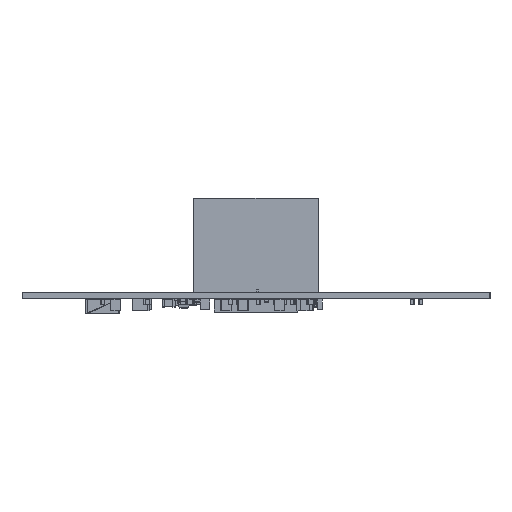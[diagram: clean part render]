
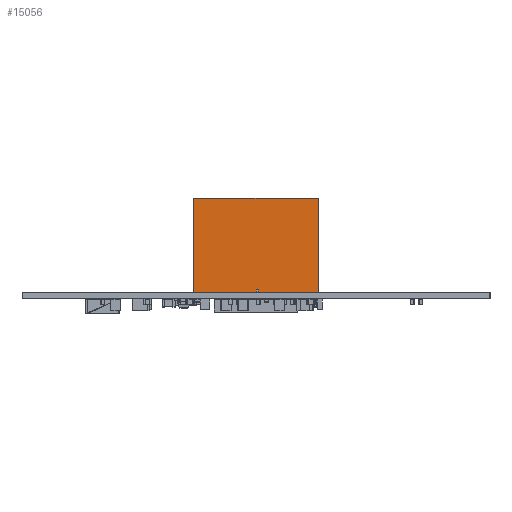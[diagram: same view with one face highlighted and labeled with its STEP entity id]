
A CAD part, left-side view. The second image highlights one B-rep face of the part: STEP entity #15056.
In plain terms, the highlighted planar face has unit normal (-1, 0, 0).
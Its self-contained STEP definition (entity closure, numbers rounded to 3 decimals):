
#15031 = VERTEX_POINT('',#15032);
#15032 = CARTESIAN_POINT('',(-7.017,-7.404,11.227));
#15038 = EDGE_CURVE('',#15039,#15031,#15041,.T.);
#15039 = VERTEX_POINT('',#15040);
#15040 = CARTESIAN_POINT('',(-7.017,-7.404,0.));
#15041 = LINE('',#15042,#15043);
#15042 = CARTESIAN_POINT('',(-7.017,-7.404,0.));
#15043 = VECTOR('',#15044,1.);
#15044 = DIRECTION('',(0.,0.,1.));
#15056 = ADVANCED_FACE('',(#15057),#15082,.T.);
#15057 = FACE_BOUND('',#15058,.T.);
#15058 = EDGE_LOOP('',(#15059,#15060,#15068,#15076));
#15059 = ORIENTED_EDGE('',*,*,#15038,.T.);
#15060 = ORIENTED_EDGE('',*,*,#15061,.T.);
#15061 = EDGE_CURVE('',#15031,#15062,#15064,.T.);
#15062 = VERTEX_POINT('',#15063);
#15063 = CARTESIAN_POINT('',(-7.017,7.404,11.227));
#15064 = LINE('',#15065,#15066);
#15065 = CARTESIAN_POINT('',(-7.017,-7.404,11.227));
#15066 = VECTOR('',#15067,1.);
#15067 = DIRECTION('',(0.,1.,0.));
#15068 = ORIENTED_EDGE('',*,*,#15069,.F.);
#15069 = EDGE_CURVE('',#15070,#15062,#15072,.T.);
#15070 = VERTEX_POINT('',#15071);
#15071 = CARTESIAN_POINT('',(-7.017,7.404,0.));
#15072 = LINE('',#15073,#15074);
#15073 = CARTESIAN_POINT('',(-7.017,7.404,0.));
#15074 = VECTOR('',#15075,1.);
#15075 = DIRECTION('',(0.,0.,1.));
#15076 = ORIENTED_EDGE('',*,*,#15077,.F.);
#15077 = EDGE_CURVE('',#15039,#15070,#15078,.T.);
#15078 = LINE('',#15079,#15080);
#15079 = CARTESIAN_POINT('',(-7.017,-7.404,0.));
#15080 = VECTOR('',#15081,1.);
#15081 = DIRECTION('',(0.,1.,0.));
#15082 = PLANE('',#15083);
#15083 = AXIS2_PLACEMENT_3D('',#15084,#15085,#15086);
#15084 = CARTESIAN_POINT('',(-7.017,-7.404,0.));
#15085 = DIRECTION('',(-1.,0.,0.));
#15086 = DIRECTION('',(0.,1.,0.));
